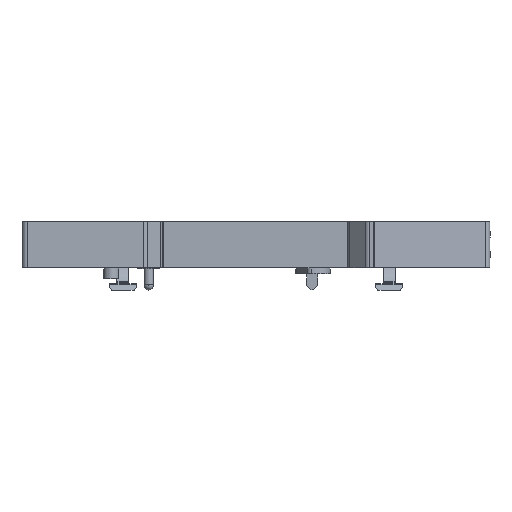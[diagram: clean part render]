
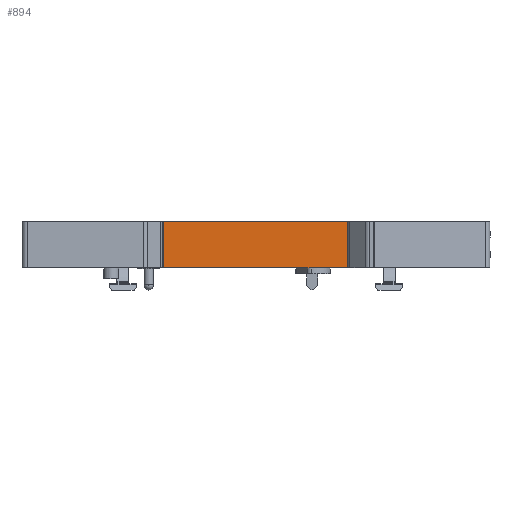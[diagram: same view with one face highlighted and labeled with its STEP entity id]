
A CAD part, front view. The second image highlights one B-rep face of the part: STEP entity #894.
In plain terms, the highlighted planar face has unit normal (0, -1, 0).
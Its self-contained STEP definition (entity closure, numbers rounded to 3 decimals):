
#519 = ORIENTED_EDGE ( 'NONE', *, *, #643, .T. ) ;
#643 = EDGE_CURVE ( 'NONE', #24703, #24696, #17704, .T. ) ;
#847 = ORIENTED_EDGE ( 'NONE', *, *, #24689, .T. ) ;
#857 = ORIENTED_EDGE ( 'NONE', *, *, #24562, .T. ) ;
#880 = EDGE_CURVE ( 'NONE', #24574, #24717, #18378, .T. ) ;
#884 = ORIENTED_EDGE ( 'NONE', *, *, #880, .T. ) ;
#894 = ADVANCED_FACE ( 'NONE', ( #18330 ), #18424, .T. ) ;
#957 = EDGE_LOOP ( 'NONE', ( #519, #847, #884, #857 ) ) ;
#10933 = CARTESIAN_POINT ( 'NONE',  ( -17.8, -20.5, -5.4 ) ) ;
#10945 = DIRECTION ( 'NONE',  ( 0., 0., 1. ) ) ;
#10946 = VECTOR ( 'NONE', #10945, 1000. ) ;
#10947 = CARTESIAN_POINT ( 'NONE',  ( 17.5, -20.5, -5.4 ) ) ;
#11018 = LINE ( 'NONE', #10947, #10946 ) ;
#11442 = CARTESIAN_POINT ( 'NONE',  ( 17.5, -20.5, 3.5 ) ) ;
#11453 = CARTESIAN_POINT ( 'NONE',  ( -17.8, -20.5, 3.5 ) ) ;
#11472 = DIRECTION ( 'NONE',  ( 0., 0., -1. ) ) ;
#11473 = VECTOR ( 'NONE', #11472, 1000. ) ;
#11474 = CARTESIAN_POINT ( 'NONE',  ( -17.8, -20.5, -5.4 ) ) ;
#11475 = LINE ( 'NONE', #11474, #11473 ) ;
#11525 = CARTESIAN_POINT ( 'NONE',  ( 17.5, -20.5, -5.4 ) ) ;
#17701 = DIRECTION ( 'NONE',  ( -1., 0., 0. ) ) ;
#17702 = VECTOR ( 'NONE', #17701, 1000. ) ;
#17703 = CARTESIAN_POINT ( 'NONE',  ( -17.8, -20.5, 3.5 ) ) ;
#17704 = LINE ( 'NONE', #17703, #17702 ) ;
#18330 = FACE_OUTER_BOUND ( 'NONE', #957, .T. ) ;
#18375 = DIRECTION ( 'NONE',  ( 1., 0., 0. ) ) ;
#18376 = VECTOR ( 'NONE', #18375, 1000. ) ;
#18377 = CARTESIAN_POINT ( 'NONE',  ( -43.9, -20.5, -5.4 ) ) ;
#18378 = LINE ( 'NONE', #18377, #18376 ) ;
#18420 = DIRECTION ( 'NONE',  ( 0., 0., -1. ) ) ;
#18421 = DIRECTION ( 'NONE',  ( 0., -1., 0. ) ) ;
#18422 = CARTESIAN_POINT ( 'NONE',  ( -17.8, -20.5, -5.4 ) ) ;
#18423 = AXIS2_PLACEMENT_3D ( 'NONE', #18422, #18421, #18420 ) ;
#18424 = PLANE ( 'NONE',  #18423 ) ;
#24562 = EDGE_CURVE ( 'NONE', #24717, #24703, #11018, .T. ) ;
#24574 = VERTEX_POINT ( 'NONE', #10933 ) ;
#24689 = EDGE_CURVE ( 'NONE', #24696, #24574, #11475, .T. ) ;
#24696 = VERTEX_POINT ( 'NONE', #11453 ) ;
#24703 = VERTEX_POINT ( 'NONE', #11442 ) ;
#24717 = VERTEX_POINT ( 'NONE', #11525 ) ;
